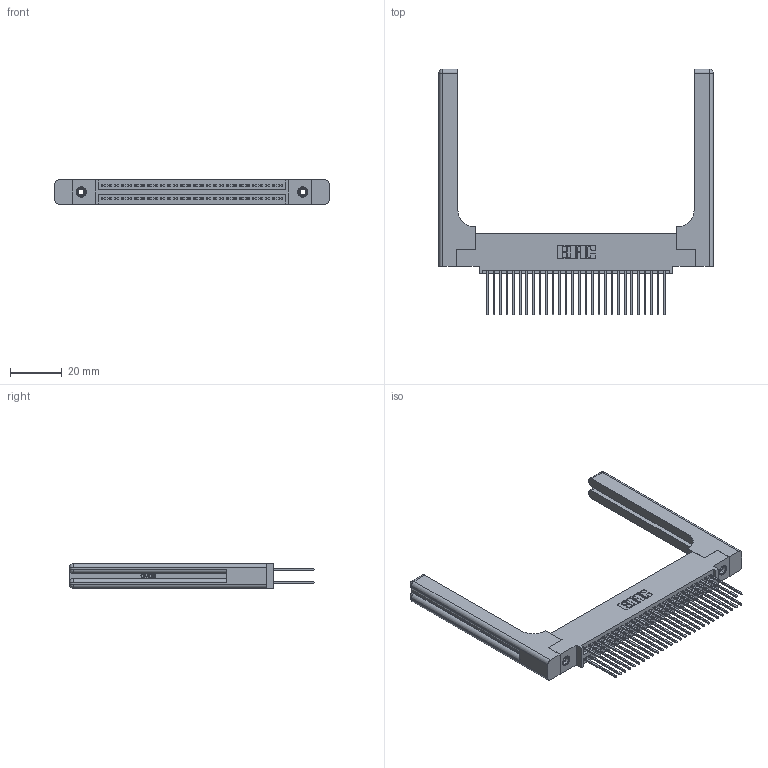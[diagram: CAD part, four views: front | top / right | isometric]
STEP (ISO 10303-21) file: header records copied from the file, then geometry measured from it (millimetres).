
FILE_DESCRIPTION (( 'STEP AP203' ), '1' );
FILE_NAME ('395-056-542-558.STEP', '2019-10-19T18:56:54', ( '' ), ( '' ), 'SwSTEP 2.0', 'SolidWorks 2016', '' );
FILE_SCHEMA (( 'CONFIG_CONTROL_DESIGN' ));
Length unit declared in the file: inch
Products named in the file (5): 345 Part_0.110 Offset - 0.156 Dia-TH; 345-292-001_345-293-142; 345-250-001_345-250-001-102; 345-220-058_345-220-058; 395-056-542-558
Assembly tree (61 placements, depth 2):
  395-056-542-558
    345 Part_0.110 Offset - 0.156 Dia-TH
    345-292-001_345-293-142  x56
    345-250-001_345-250-001-102  x2
    345-220-058_345-220-058  x2
Bounding box: 106.15 x 95.05 x 9.4 mm (x, y, z)
Volume: 18844 mm3; surface area: 21427.5 mm2
Topology: 61 solids, 61 shells, 3186 faces, 9363 edges, 6146 vertices
Faces by surface type: plane 2080, cylinder 1046, bspline 36, cone 12, sphere 8, torus 4
Entity records: 29186 total; most frequent: CARTESIAN_POINT 5901, ORIENTED_EDGE 4632, DIRECTION 4152, EDGE_CURVE 2316, VECTOR 1980, LINE 1980, VERTEX_POINT 1534, AXIS2_PLACEMENT_3D 1086
